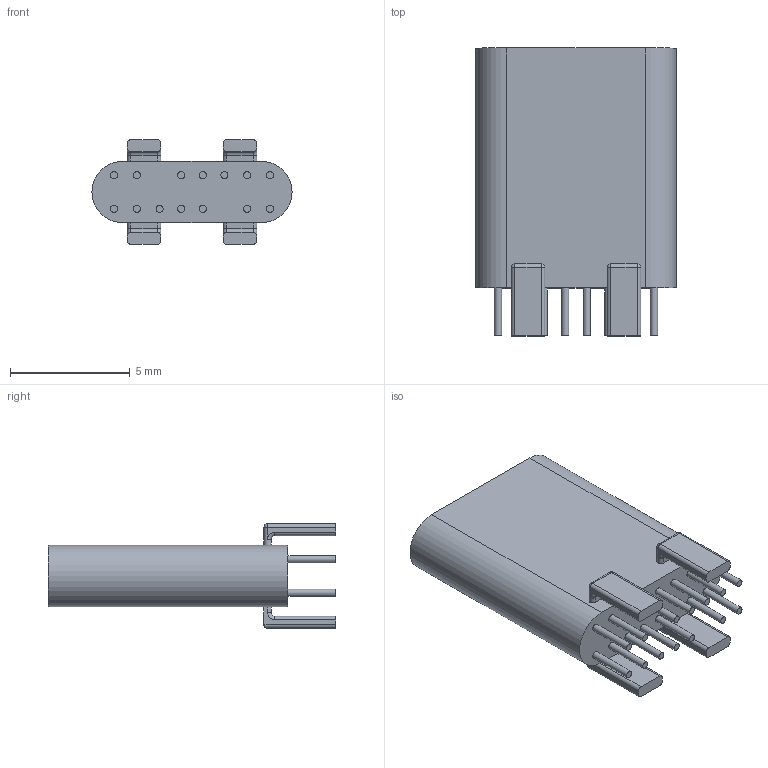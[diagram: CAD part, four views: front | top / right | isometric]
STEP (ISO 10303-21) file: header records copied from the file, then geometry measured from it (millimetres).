
FILE_DESCRIPTION(/* description */ (''),/* implementation_level */ '2;1');
FILE_NAME(/* name */ 'HRO TYPE-C-31-M-15.step',/* time_stamp */ '2023-04-08T12:35:42+02:00',/* author */ (''),/* organization */ (''),/* preprocessor_version */ 'ST-DEVELOPER v19.2',/* originating_system */ 'Autodesk Translation Framework v12.4.0.73',/* authorisation */ '');
FILE_SCHEMA (('AUTOMOTIVE_DESIGN { 1 0 10303 214 3 1 1 }'));
Length unit declared in the file: millimetre
Products named in the file (1): HRO TYPE-C-31-M-15
Bounding box: 8.34 x 12 x 4.36 mm (x, y, z)
Volume: 147.2 mm3; surface area: 536.4 mm2
Topology: 1 solids, 1 shells, 118 faces, 252 edges, 156 vertices
Faces by surface type: cylinder 52, plane 52, torus 8, sphere 6
Full cylindrical faces by diameter (mm): 0.3 x14
Entity records: 3236 total; most frequent: DIRECTION 606, CARTESIAN_POINT 527, ORIENTED_EDGE 504, EDGE_CURVE 252, AXIS2_PLACEMENT_3D 235, VERTEX_POINT 156, EDGE_LOOP 138, LINE 136
